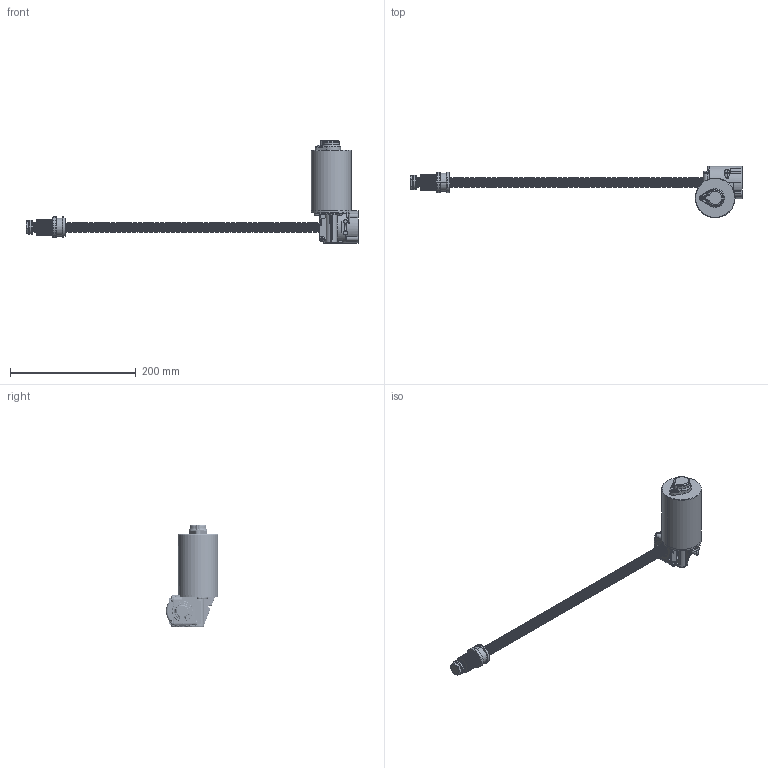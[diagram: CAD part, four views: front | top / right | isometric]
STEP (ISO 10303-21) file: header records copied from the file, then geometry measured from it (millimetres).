
FILE_DESCRIPTION (( 'STEP AP203' ), '1' );
FILE_NAME ('三維產品模型圖-iA21-A.STEP', '2017-02-09T03:12:58', ( 'Phil Lee' ), ( 'Toshiba' ), 'SwSTEP 2.0', 'SolidWorks 2015', '' );
FILE_SCHEMA (( 'CONFIG_CONTROL_DESIGN' ));
Length unit declared in the file: millimetre
Products named in the file (1): 三維產品模型圖-iA21-A
Bounding box: 529 x 82.56 x 164.1 mm (x, y, z)
Volume: 550752.7 mm3; surface area: 87139.6 mm2
Topology: 1 solids, 3 shells, 877 faces, 2347 edges, 1490 vertices
Faces by surface type: cylinder 383, plane 286, bspline 85, torus 72, cone 45, sphere 6
Entity records: 83696 total; most frequent: CARTESIAN_POINT 63983, ORIENTED_EDGE 4682, DIRECTION 3606, EDGE_CURVE 2341, VERTEX_POINT 1489, AXIS2_PLACEMENT_3D 1348, LINE 910, VECTOR 910
